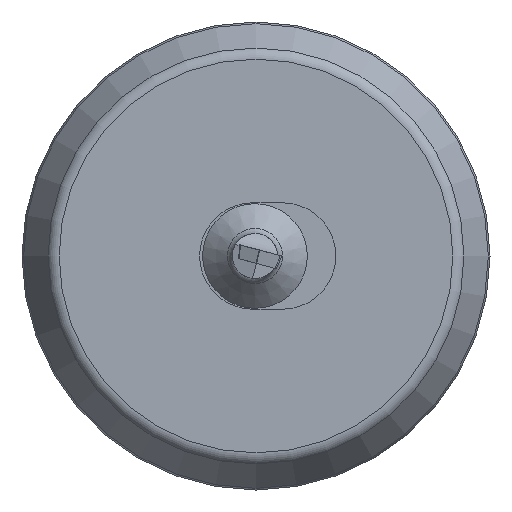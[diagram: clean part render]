
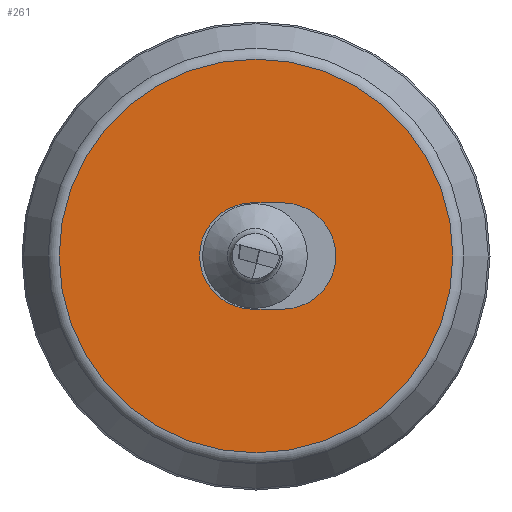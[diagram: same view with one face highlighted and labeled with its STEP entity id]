
A CAD part, left-side view. The second image highlights one B-rep face of the part: STEP entity #261.
In plain terms, the highlighted planar face has unit normal (-1, 0, 0).
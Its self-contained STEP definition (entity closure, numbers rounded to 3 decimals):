
#141=LINE('',#1049,#186);
#142=LINE('',#1053,#187);
#186=VECTOR('',#851,1.);
#187=VECTOR('',#854,1.);
#261=ADVANCED_FACE('',(#331,#332),#298,.T.);
#298=PLANE('',#755);
#331=FACE_BOUND('',#365,.T.);
#332=FACE_BOUND('',#366,.T.);
#365=EDGE_LOOP('',(#425,#426,#427,#428));
#366=EDGE_LOOP('',(#429));
#425=ORIENTED_EDGE('',*,*,#643,.F.);
#426=ORIENTED_EDGE('',*,*,#644,.F.);
#427=ORIENTED_EDGE('',*,*,#645,.F.);
#428=ORIENTED_EDGE('',*,*,#646,.F.);
#429=ORIENTED_EDGE('',*,*,#642,.T.);
#582=VERTEX_POINT('',#1044);
#583=VERTEX_POINT('',#1047);
#584=VERTEX_POINT('',#1048);
#585=VERTEX_POINT('',#1050);
#586=VERTEX_POINT('',#1052);
#642=EDGE_CURVE('',#582,#582,#724,.T.);
#643=EDGE_CURVE('',#583,#584,#725,.T.);
#644=EDGE_CURVE('',#585,#583,#141,.T.);
#645=EDGE_CURVE('',#586,#585,#726,.T.);
#646=EDGE_CURVE('',#584,#586,#142,.T.);
#724=CIRCLE('',#751,23.134);
#725=CIRCLE('',#753,6.25);
#726=CIRCLE('',#754,6.25);
#751=AXIS2_PLACEMENT_3D('',#1043,#845,#846);
#753=AXIS2_PLACEMENT_3D('',#1046,#849,#850);
#754=AXIS2_PLACEMENT_3D('',#1051,#852,#853);
#755=AXIS2_PLACEMENT_3D('',#1054,#855,#856);
#845=DIRECTION('',(-1.,0.,0.));
#846=DIRECTION('',(0.,-1.,0.));
#849=DIRECTION('',(-1.,0.,0.));
#850=DIRECTION('',(0.,-1.,0.));
#851=DIRECTION('',(0.,-1.,0.));
#852=DIRECTION('',(-1.,0.,0.));
#853=DIRECTION('',(0.,-1.,0.));
#854=DIRECTION('',(0.,1.,0.));
#855=DIRECTION('',(-1.,0.,0.));
#856=DIRECTION('',(0.,-1.,0.));
#1043=CARTESIAN_POINT('',(-21.686,68.629,31.423));
#1044=CARTESIAN_POINT('',(-21.686,45.495,31.423));
#1046=CARTESIAN_POINT('',(-21.686,65.504,31.423));
#1047=CARTESIAN_POINT('',(-21.686,65.504,25.173));
#1048=CARTESIAN_POINT('',(-21.686,65.504,37.673));
#1049=CARTESIAN_POINT('',(-21.686,69.004,25.173));
#1050=CARTESIAN_POINT('',(-21.686,69.004,25.173));
#1051=CARTESIAN_POINT('',(-21.686,69.004,31.423));
#1052=CARTESIAN_POINT('',(-21.686,69.004,37.673));
#1053=CARTESIAN_POINT('',(-21.686,65.504,37.673));
#1054=CARTESIAN_POINT('',(-21.686,68.629,31.423));
